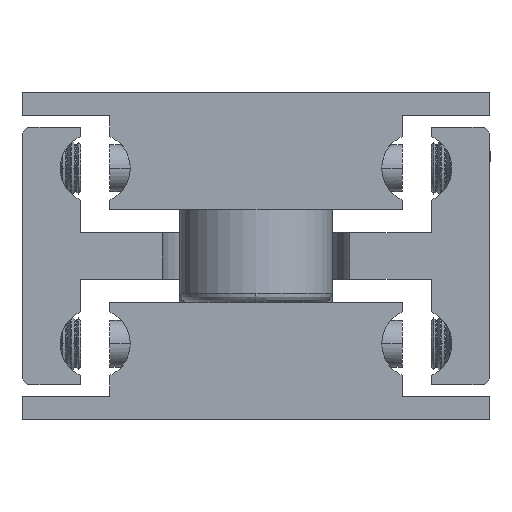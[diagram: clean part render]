
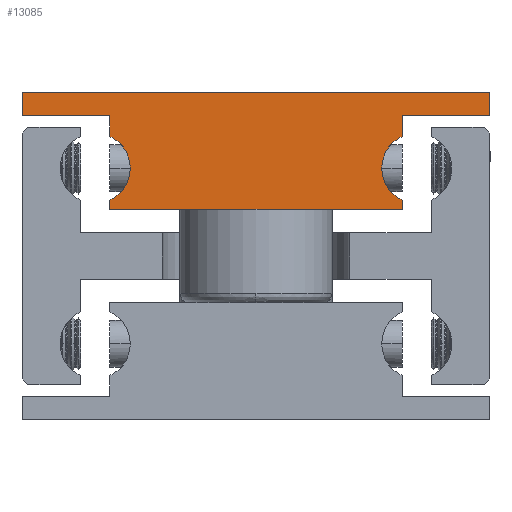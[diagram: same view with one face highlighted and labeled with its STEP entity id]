
A CAD part, front view. The second image highlights one B-rep face of the part: STEP entity #13085.
In plain terms, the highlighted planar face has unit normal (0, -1, 0).
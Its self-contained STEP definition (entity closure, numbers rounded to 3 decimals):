
#10802=CARTESIAN_POINT('',(-10.75,-225.0,0.));
#10803=VERTEX_POINT('',#10802);
#10812=CARTESIAN_POINT('',(-12.5,-225.0,2.727));
#10813=VERTEX_POINT('',#10812);
#10814=CARTESIAN_POINT('',(-13.75,-225.0,0.0));
#10815=DIRECTION('',(0.0,1.0,0.0));
#10816=DIRECTION('',(1.0,0.0,0.0));
#10817=AXIS2_PLACEMENT_3D('',#10814,#10815,#10816);
#10818=CIRCLE('',#10817,3.0);
#10819=EDGE_CURVE('',#10813,#10803,#10818,.T.);
#10944=CARTESIAN_POINT('',(12.5,-225.0,2.727));
#10945=VERTEX_POINT('',#10944);
#10952=CARTESIAN_POINT('',(10.75,-225.0,0.));
#10953=VERTEX_POINT('',#10952);
#10954=CARTESIAN_POINT('',(13.75,-225.0,0.0));
#10955=DIRECTION('',(0.0,1.0,0.0));
#10956=DIRECTION('',(1.0,0.0,0.0));
#10957=AXIS2_PLACEMENT_3D('',#10954,#10955,#10956);
#10958=CIRCLE('',#10957,3.0);
#10959=EDGE_CURVE('',#10953,#10945,#10958,.T.);
#11672=CARTESIAN_POINT('',(0.,-225.0,-3.5));
#11673=VERTEX_POINT('',#11672);
#12305=CARTESIAN_POINT('',(12.5,-225.0,-3.5));
#12306=VERTEX_POINT('',#12305);
#12313=CARTESIAN_POINT('',(12.5,-225.0,-3.5));
#12314=DIRECTION('',(-1.0,0.0,0.0));
#12315=VECTOR('',#12314,12.5);
#12316=LINE('',#12313,#12315);
#12317=EDGE_CURVE('',#12306,#11673,#12316,.T.);
#12322=CARTESIAN_POINT('',(-12.5,-225.0,-3.5));
#12323=VERTEX_POINT('',#12322);
#12324=CARTESIAN_POINT('',(0.,-225.0,-3.5));
#12325=DIRECTION('',(-1.0,0.0,0.0));
#12326=VECTOR('',#12325,12.5);
#12327=LINE('',#12324,#12326);
#12328=EDGE_CURVE('',#11673,#12323,#12327,.T.);
#12698=CARTESIAN_POINT('',(12.5,-225.0,4.5));
#12699=VERTEX_POINT('',#12698);
#12706=CARTESIAN_POINT('',(12.5,-225.0,4.5));
#12707=DIRECTION('',(0.,0.0,-1.));
#12708=VECTOR('',#12707,1.773);
#12709=LINE('',#12706,#12708);
#12710=EDGE_CURVE('',#12699,#10945,#12709,.T.);
#12723=CARTESIAN_POINT('',(12.5,-225.0,-2.727));
#12724=VERTEX_POINT('',#12723);
#12731=CARTESIAN_POINT('',(12.5,-225.0,-2.727));
#12732=DIRECTION('',(0.0,0.0,-1.0));
#12733=VECTOR('',#12732,0.773);
#12734=LINE('',#12731,#12733);
#12735=EDGE_CURVE('',#12724,#12306,#12734,.T.);
#12764=CARTESIAN_POINT('',(13.75,-225.0,0.0));
#12765=DIRECTION('',(0.0,1.0,0.0));
#12766=DIRECTION('',(1.0,0.0,0.0));
#12767=AXIS2_PLACEMENT_3D('',#12764,#12765,#12766);
#12768=CIRCLE('',#12767,3.0);
#12769=EDGE_CURVE('',#12724,#10953,#12768,.T.);
#12804=CARTESIAN_POINT('',(-12.5,-225.0,-2.727));
#12805=VERTEX_POINT('',#12804);
#12812=CARTESIAN_POINT('',(-13.75,-225.0,0.0));
#12813=DIRECTION('',(0.0,1.0,0.0));
#12814=DIRECTION('',(1.0,0.0,0.0));
#12815=AXIS2_PLACEMENT_3D('',#12812,#12813,#12814);
#12816=CIRCLE('',#12815,3.0);
#12817=EDGE_CURVE('',#10803,#12805,#12816,.T.);
#12897=CARTESIAN_POINT('',(-12.5,-225.0,-3.5));
#12898=DIRECTION('',(0.0,0.0,1.0));
#12899=VECTOR('',#12898,0.773);
#12900=LINE('',#12897,#12899);
#12901=EDGE_CURVE('',#12323,#12805,#12900,.T.);
#12912=CARTESIAN_POINT('',(-12.5,-225.0,4.5));
#12913=VERTEX_POINT('',#12912);
#12914=CARTESIAN_POINT('',(-12.5,-225.0,2.727));
#12915=DIRECTION('',(0.0,0.0,1.0));
#12916=VECTOR('',#12915,1.773);
#12917=LINE('',#12914,#12916);
#12918=EDGE_CURVE('',#10813,#12913,#12917,.T.);
#12936=CARTESIAN_POINT('',(20.,-225.0,4.5));
#12937=VERTEX_POINT('',#12936);
#12944=CARTESIAN_POINT('',(20.,-225.0,4.5));
#12945=DIRECTION('',(-1.0,0.0,0.0));
#12946=VECTOR('',#12945,7.5);
#12947=LINE('',#12944,#12946);
#12948=EDGE_CURVE('',#12937,#12699,#12947,.T.);
#12960=CARTESIAN_POINT('',(20.,-225.0,6.5));
#12961=VERTEX_POINT('',#12960);
#12968=CARTESIAN_POINT('',(20.,-225.0,6.5));
#12969=DIRECTION('',(0.0,0.0,-1.0));
#12970=VECTOR('',#12969,2.0);
#12971=LINE('',#12968,#12970);
#12972=EDGE_CURVE('',#12961,#12937,#12971,.T.);
#12983=CARTESIAN_POINT('',(-20.,-225.0,6.5));
#12984=VERTEX_POINT('',#12983);
#12985=CARTESIAN_POINT('',(-20.,-225.0,6.5));
#12986=DIRECTION('',(1.0,0.0,0.0));
#12987=VECTOR('',#12986,40.);
#12988=LINE('',#12985,#12987);
#12989=EDGE_CURVE('',#12984,#12961,#12988,.T.);
#13028=CARTESIAN_POINT('',(-20.,-225.0,4.5));
#13029=VERTEX_POINT('',#13028);
#13036=CARTESIAN_POINT('',(-20.,-225.0,4.5));
#13037=DIRECTION('',(0.0,0.0,1.0));
#13038=VECTOR('',#13037,2.0);
#13039=LINE('',#13036,#13038);
#13040=EDGE_CURVE('',#13029,#12984,#13039,.T.);
#13053=CARTESIAN_POINT('',(-12.5,-225.0,4.5));
#13054=DIRECTION('',(-1.0,0.0,0.0));
#13055=VECTOR('',#13054,7.5);
#13056=LINE('',#13053,#13055);
#13057=EDGE_CURVE('',#12913,#13029,#13056,.T.);
#13063=CARTESIAN_POINT('',(0.,-225.0,2.7));
#13064=DIRECTION('',(0.0,1.0,0.0));
#13065=DIRECTION('',(0.0,0.0,1.0));
#13066=AXIS2_PLACEMENT_3D('',#13063,#13064,#13065);
#13067=PLANE('',#13066);
#13068=ORIENTED_EDGE('',*,*,#12769,.T.);
#13069=ORIENTED_EDGE('',*,*,#10959,.T.);
#13070=ORIENTED_EDGE('',*,*,#12710,.F.);
#13071=ORIENTED_EDGE('',*,*,#12948,.F.);
#13072=ORIENTED_EDGE('',*,*,#12972,.F.);
#13073=ORIENTED_EDGE('',*,*,#12989,.F.);
#13074=ORIENTED_EDGE('',*,*,#13040,.F.);
#13075=ORIENTED_EDGE('',*,*,#13057,.F.);
#13076=ORIENTED_EDGE('',*,*,#12918,.F.);
#13077=ORIENTED_EDGE('',*,*,#10819,.T.);
#13078=ORIENTED_EDGE('',*,*,#12817,.T.);
#13079=ORIENTED_EDGE('',*,*,#12901,.F.);
#13080=ORIENTED_EDGE('',*,*,#12328,.F.);
#13081=ORIENTED_EDGE('',*,*,#12317,.F.);
#13082=ORIENTED_EDGE('',*,*,#12735,.F.);
#13083=EDGE_LOOP('',(#13068,#13069,#13070,#13071,#13072,#13073,#13074,#13075,#13076,#13077,#13078,#13079,#13080,#13081,#13082));
#13084=FACE_OUTER_BOUND('',#13083,.T.);
#13085=ADVANCED_FACE('',(#13084),#13067,.F.);
